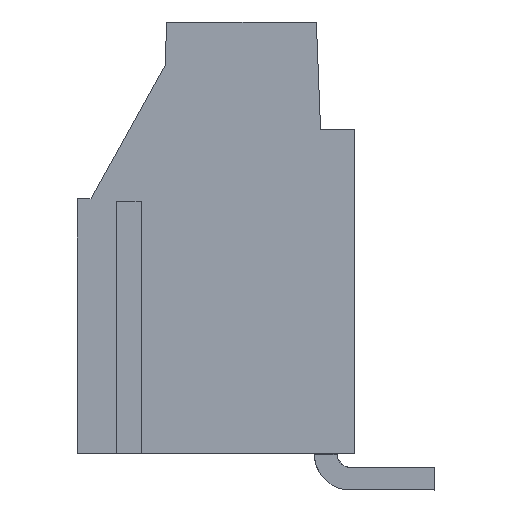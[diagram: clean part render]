
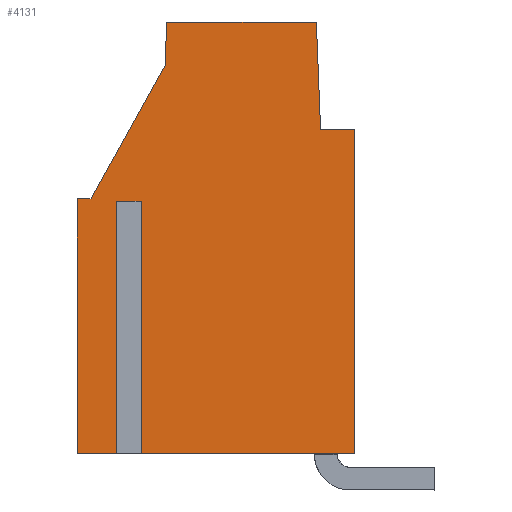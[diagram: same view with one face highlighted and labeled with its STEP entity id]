
A CAD part, left-side view. The second image highlights one B-rep face of the part: STEP entity #4131.
In plain terms, the highlighted planar face has unit normal (-1, 0, 0).
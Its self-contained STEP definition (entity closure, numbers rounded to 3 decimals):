
#4046=AXIS2_PLACEMENT_3D('Plane Axis2P3D',#4043,#4044,#4045) ;
#3611=CARTESIAN_POINT('Vertex',(0.65,3.2,14.3)) ;
#3614=CARTESIAN_POINT('Line Origine',(0.65,3.2,7.875)) ;
#3618=CARTESIAN_POINT('Vertex',(0.65,3.2,1.45)) ;
#3742=CARTESIAN_POINT('Vertex',(0.65,4.705,18.57)) ;
#3745=CARTESIAN_POINT('Line Origine',(0.65,4.622,16.435)) ;
#3749=CARTESIAN_POINT('Vertex',(0.65,4.538,14.3)) ;
#4016=CARTESIAN_POINT('Line Origine',(0.65,3.869,14.3)) ;
#4043=CARTESIAN_POINT('Axis2P3D Location',(0.65,-1.268,0.)) ;
#4048=CARTESIAN_POINT('Line Origine',(0.65,12.35,6.45)) ;
#4052=CARTESIAN_POINT('Vertex',(0.65,12.35,1.45)) ;
#4054=CARTESIAN_POINT('Vertex',(0.65,12.35,11.45)) ;
#4057=CARTESIAN_POINT('Line Origine',(0.65,12.15,11.45)) ;
#4061=CARTESIAN_POINT('Vertex',(0.65,11.95,11.45)) ;
#4064=CARTESIAN_POINT('Line Origine',(0.65,11.95,6.45)) ;
#4068=CARTESIAN_POINT('Vertex',(0.65,11.95,1.45)) ;
#4071=CARTESIAN_POINT('Line Origine',(0.65,7.575,1.45)) ;
#4076=CARTESIAN_POINT('Line Origine',(0.65,7.676,18.57)) ;
#4080=CARTESIAN_POINT('Vertex',(0.65,10.646,18.57)) ;
#4083=CARTESIAN_POINT('Line Origine',(0.65,10.676,17.71)) ;
#4087=CARTESIAN_POINT('Vertex',(0.65,10.706,16.849)) ;
#4090=CARTESIAN_POINT('Line Origine',(0.65,12.176,14.2)) ;
#4094=CARTESIAN_POINT('Vertex',(0.65,13.645,11.55)) ;
#4097=CARTESIAN_POINT('Line Origine',(0.65,13.923,11.55)) ;
#4101=CARTESIAN_POINT('Vertex',(0.65,14.2,11.55)) ;
#4104=CARTESIAN_POINT('Line Origine',(0.65,14.2,6.5)) ;
#4108=CARTESIAN_POINT('Vertex',(0.65,14.2,1.45)) ;
#4111=CARTESIAN_POINT('Line Origine',(0.65,13.275,1.45)) ;
#3615=DIRECTION('Vector Direction',(0.,0.,1.)) ;
#3746=DIRECTION('Vector Direction',(0.,-0.039,-0.999)) ;
#4017=DIRECTION('Vector Direction',(0.,1.,0.)) ;
#4044=DIRECTION('Axis2P3D Direction',(1.,0.,0.)) ;
#4045=DIRECTION('Axis2P3D XDirection',(0.,1.,0.)) ;
#4049=DIRECTION('Vector Direction',(0.,0.,1.)) ;
#4058=DIRECTION('Vector Direction',(0.,-1.,0.)) ;
#4065=DIRECTION('Vector Direction',(0.,0.,1.)) ;
#4072=DIRECTION('Vector Direction',(0.,1.,0.)) ;
#4077=DIRECTION('Vector Direction',(0.,1.,0.)) ;
#4084=DIRECTION('Vector Direction',(0.,0.035,-0.999)) ;
#4091=DIRECTION('Vector Direction',(0.,-0.485,0.875)) ;
#4098=DIRECTION('Vector Direction',(0.,-1.,0.)) ;
#4105=DIRECTION('Vector Direction',(0.,0.,-1.)) ;
#4112=DIRECTION('Vector Direction',(0.,1.,0.)) ;
#3616=VECTOR('Line Direction',#3615,1.) ;
#3747=VECTOR('Line Direction',#3746,1.) ;
#4018=VECTOR('Line Direction',#4017,1.) ;
#4050=VECTOR('Line Direction',#4049,1.) ;
#4059=VECTOR('Line Direction',#4058,1.) ;
#4066=VECTOR('Line Direction',#4065,1.) ;
#4073=VECTOR('Line Direction',#4072,1.) ;
#4078=VECTOR('Line Direction',#4077,1.) ;
#4085=VECTOR('Line Direction',#4084,1.) ;
#4092=VECTOR('Line Direction',#4091,1.) ;
#4099=VECTOR('Line Direction',#4098,1.) ;
#4106=VECTOR('Line Direction',#4105,1.) ;
#4113=VECTOR('Line Direction',#4112,1.) ;
#4117=ORIENTED_EDGE('',*,*,#4056,.T.) ;
#4118=ORIENTED_EDGE('',*,*,#4063,.T.) ;
#4119=ORIENTED_EDGE('',*,*,#4070,.F.) ;
#4120=ORIENTED_EDGE('',*,*,#4075,.F.) ;
#4121=ORIENTED_EDGE('',*,*,#3620,.F.) ;
#4122=ORIENTED_EDGE('',*,*,#4020,.F.) ;
#4123=ORIENTED_EDGE('',*,*,#3751,.F.) ;
#4124=ORIENTED_EDGE('',*,*,#4082,.F.) ;
#4125=ORIENTED_EDGE('',*,*,#4089,.F.) ;
#4126=ORIENTED_EDGE('',*,*,#4096,.F.) ;
#4127=ORIENTED_EDGE('',*,*,#4103,.F.) ;
#4128=ORIENTED_EDGE('',*,*,#4110,.F.) ;
#4129=ORIENTED_EDGE('',*,*,#4115,.F.) ;
#4131=ADVANCED_FACE('2',(#4130),#4047,.F.) ;
#3620=EDGE_CURVE('',#3612,#3619,#3617,.F.) ;
#3751=EDGE_CURVE('',#3743,#3750,#3748,.T.) ;
#4020=EDGE_CURVE('',#3750,#3612,#4019,.F.) ;
#4056=EDGE_CURVE('',#4053,#4055,#4051,.T.) ;
#4063=EDGE_CURVE('',#4055,#4062,#4060,.T.) ;
#4070=EDGE_CURVE('',#4069,#4062,#4067,.T.) ;
#4075=EDGE_CURVE('',#3619,#4069,#4074,.T.) ;
#4082=EDGE_CURVE('',#4081,#3743,#4079,.F.) ;
#4089=EDGE_CURVE('',#4088,#4081,#4086,.F.) ;
#4096=EDGE_CURVE('',#4095,#4088,#4093,.T.) ;
#4103=EDGE_CURVE('',#4102,#4095,#4100,.T.) ;
#4110=EDGE_CURVE('',#4109,#4102,#4107,.F.) ;
#4115=EDGE_CURVE('',#4053,#4109,#4114,.T.) ;
#4116=EDGE_LOOP('',(#4117,#4118,#4119,#4120,#4121,#4122,#4123,#4124,#4125,#4126,#4127,#4128,#4129)) ;
#4130=FACE_OUTER_BOUND('',#4116,.T.) ;
#3617=LINE('Line',#3614,#3616) ;
#3748=LINE('Line',#3745,#3747) ;
#4019=LINE('Line',#4016,#4018) ;
#4051=LINE('Line',#4048,#4050) ;
#4060=LINE('Line',#4057,#4059) ;
#4067=LINE('Line',#4064,#4066) ;
#4074=LINE('Line',#4071,#4073) ;
#4079=LINE('Line',#4076,#4078) ;
#4086=LINE('Line',#4083,#4085) ;
#4093=LINE('Line',#4090,#4092) ;
#4100=LINE('Line',#4097,#4099) ;
#4107=LINE('Line',#4104,#4106) ;
#4114=LINE('Line',#4111,#4113) ;
#4047=PLANE('',#4046) ;
#3612=VERTEX_POINT('',#3611) ;
#3619=VERTEX_POINT('',#3618) ;
#3743=VERTEX_POINT('',#3742) ;
#3750=VERTEX_POINT('',#3749) ;
#4053=VERTEX_POINT('',#4052) ;
#4055=VERTEX_POINT('',#4054) ;
#4062=VERTEX_POINT('',#4061) ;
#4069=VERTEX_POINT('',#4068) ;
#4081=VERTEX_POINT('',#4080) ;
#4088=VERTEX_POINT('',#4087) ;
#4095=VERTEX_POINT('',#4094) ;
#4102=VERTEX_POINT('',#4101) ;
#4109=VERTEX_POINT('',#4108) ;
